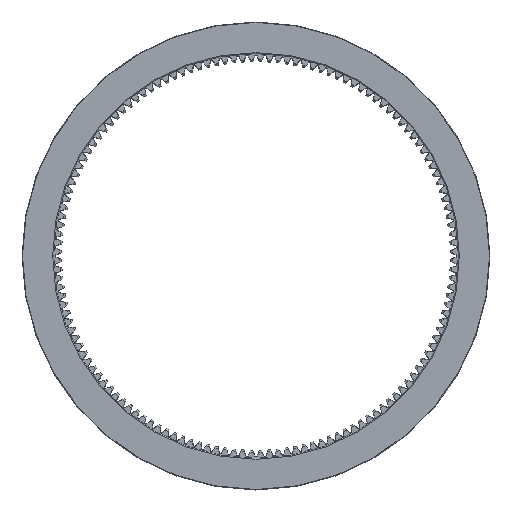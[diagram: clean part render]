
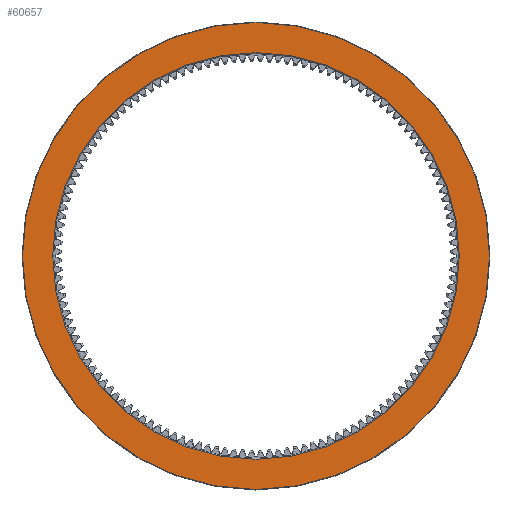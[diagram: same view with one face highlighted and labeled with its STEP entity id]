
A CAD part, top view. The second image highlights one B-rep face of the part: STEP entity #60657.
In plain terms, the highlighted planar face has unit normal (0, 0, 1).
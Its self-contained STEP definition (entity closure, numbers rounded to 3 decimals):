
#1746 = PLANE ( 'NONE',  #22427 ) ;
#2721 = ORIENTED_EDGE ( 'NONE', *, *, #76186, .T. ) ;
#12830 = VERTEX_POINT ( 'NONE', #12974 ) ;
#12974 = CARTESIAN_POINT ( 'NONE',  ( -434.5, 0., 51. ) ) ;
#14731 = DIRECTION ( 'NONE',  ( -1., 0., 0. ) ) ;
#20259 = DIRECTION ( 'NONE',  ( 0., 0., 1. ) ) ;
#21016 = FACE_OUTER_BOUND ( 'NONE', #37708, .T. ) ;
#22414 = EDGE_LOOP ( 'NONE', ( #2721 ) ) ;
#22427 = AXIS2_PLACEMENT_3D ( 'NONE', #50301, #44046, #25803 ) ;
#23516 = AXIS2_PLACEMENT_3D ( 'NONE', #44753, #20259, #14731 ) ;
#25803 = DIRECTION ( 'NONE',  ( -1., 0., 0. ) ) ;
#27809 = DIRECTION ( 'NONE',  ( -1., 0., 0. ) ) ;
#30512 = ORIENTED_EDGE ( 'NONE', *, *, #40393, .T. ) ;
#36883 = FACE_BOUND ( 'NONE', #22414, .T. ) ;
#37708 = EDGE_LOOP ( 'NONE', ( #30512 ) ) ;
#38196 = AXIS2_PLACEMENT_3D ( 'NONE', #63273, #63535, #27809 ) ;
#39135 = CIRCLE ( 'NONE', #38196, 434.5 ) ;
#40393 = EDGE_CURVE ( 'NONE', #46480, #46480, #68993, .T. ) ;
#44046 = DIRECTION ( 'NONE',  ( 0., 0., -1. ) ) ;
#44753 = CARTESIAN_POINT ( 'NONE',  ( 0., 0., 51. ) ) ;
#46480 = VERTEX_POINT ( 'NONE', #65985 ) ;
#50301 = CARTESIAN_POINT ( 'NONE',  ( 0., 500., 51. ) ) ;
#60657 = ADVANCED_FACE ( 'NONE', ( #36883, #21016 ), #1746, .F. ) ;
#63273 = CARTESIAN_POINT ( 'NONE',  ( 0., 0., 51. ) ) ;
#63535 = DIRECTION ( 'NONE',  ( 0., 0., -1. ) ) ;
#65985 = CARTESIAN_POINT ( 'NONE',  ( -499., 0., 51. ) ) ;
#68993 = CIRCLE ( 'NONE', #23516, 499. ) ;
#76186 = EDGE_CURVE ( 'NONE', #12830, #12830, #39135, .T. ) ;
